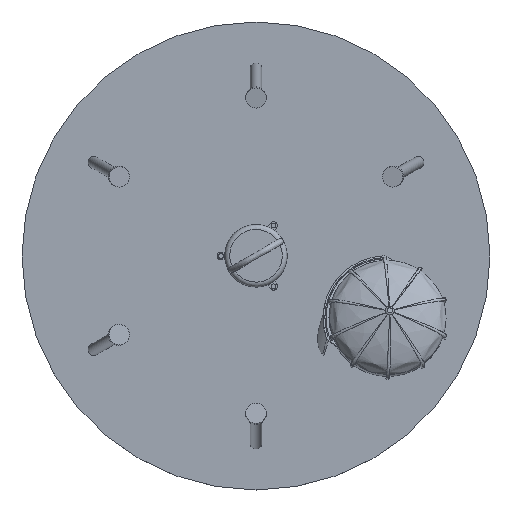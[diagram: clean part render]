
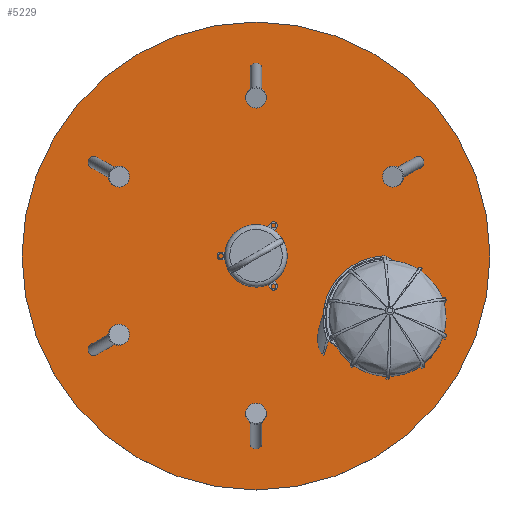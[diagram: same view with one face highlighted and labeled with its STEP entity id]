
A CAD part, top view. The second image highlights one B-rep face of the part: STEP entity #5229.
In plain terms, the highlighted planar face has unit normal (0, 0, 1).
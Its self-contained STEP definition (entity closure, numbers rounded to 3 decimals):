
#11=ELLIPSE('',#5837,10.154,10.);
#12=ELLIPSE('',#5847,10.154,10.);
#13=ELLIPSE('',#5857,10.154,10.);
#14=ELLIPSE('',#5867,10.154,10.);
#15=ELLIPSE('',#5877,10.154,10.);
#16=ELLIPSE('',#5887,10.154,10.);
#484=FACE_BOUND('',#1152,.T.);
#485=FACE_BOUND('',#1153,.T.);
#486=FACE_BOUND('',#1154,.T.);
#487=FACE_BOUND('',#1155,.T.);
#488=FACE_BOUND('',#1156,.T.);
#489=FACE_BOUND('',#1157,.T.);
#490=FACE_BOUND('',#1158,.T.);
#806=FACE_OUTER_BOUND('',#1151,.T.);
#1151=EDGE_LOOP('',(#4758));
#1152=EDGE_LOOP('',(#4759,#4760));
#1153=EDGE_LOOP('',(#4761,#4762));
#1154=EDGE_LOOP('',(#4763,#4764));
#1155=EDGE_LOOP('',(#4765,#4766));
#1156=EDGE_LOOP('',(#4767,#4768));
#1157=EDGE_LOOP('',(#4769,#4770));
#1158=EDGE_LOOP('',(#4771));
#1445=LINE('',#13111,#1749);
#1448=LINE('',#13129,#1752);
#1451=LINE('',#13147,#1755);
#1454=LINE('',#13165,#1758);
#1457=LINE('',#13183,#1761);
#1460=LINE('',#13201,#1764);
#1749=VECTOR('',#7202,10.);
#1752=VECTOR('',#7225,10.);
#1755=VECTOR('',#7248,10.);
#1758=VECTOR('',#7271,10.);
#1761=VECTOR('',#7294,10.);
#1764=VECTOR('',#7317,10.);
#2037=CIRCLE('',#5892,15.);
#2039=CIRCLE('',#5895,400.);
#2500=VERTEX_POINT('',#13105);
#2501=VERTEX_POINT('',#13107);
#2505=VERTEX_POINT('',#13123);
#2506=VERTEX_POINT('',#13125);
#2510=VERTEX_POINT('',#13141);
#2511=VERTEX_POINT('',#13143);
#2515=VERTEX_POINT('',#13159);
#2516=VERTEX_POINT('',#13161);
#2520=VERTEX_POINT('',#13177);
#2521=VERTEX_POINT('',#13179);
#2525=VERTEX_POINT('',#13195);
#2526=VERTEX_POINT('',#13197);
#2528=VERTEX_POINT('',#13205);
#2530=VERTEX_POINT('',#13211);
#3229=EDGE_CURVE('',#2501,#2500,#11,.T.);
#3231=EDGE_CURVE('',#2500,#2501,#1445,.T.);
#3237=EDGE_CURVE('',#2506,#2505,#12,.T.);
#3239=EDGE_CURVE('',#2505,#2506,#1448,.T.);
#3245=EDGE_CURVE('',#2511,#2510,#13,.T.);
#3247=EDGE_CURVE('',#2510,#2511,#1451,.T.);
#3253=EDGE_CURVE('',#2516,#2515,#14,.T.);
#3255=EDGE_CURVE('',#2515,#2516,#1454,.T.);
#3261=EDGE_CURVE('',#2521,#2520,#15,.T.);
#3263=EDGE_CURVE('',#2520,#2521,#1457,.T.);
#3269=EDGE_CURVE('',#2526,#2525,#16,.T.);
#3271=EDGE_CURVE('',#2525,#2526,#1460,.T.);
#3274=EDGE_CURVE('',#2528,#2528,#2037,.T.);
#3277=EDGE_CURVE('',#2530,#2530,#2039,.T.);
#4758=ORIENTED_EDGE('',*,*,#3277,.F.);
#4759=ORIENTED_EDGE('',*,*,#3229,.T.);
#4760=ORIENTED_EDGE('',*,*,#3231,.T.);
#4761=ORIENTED_EDGE('',*,*,#3237,.T.);
#4762=ORIENTED_EDGE('',*,*,#3239,.T.);
#4763=ORIENTED_EDGE('',*,*,#3245,.T.);
#4764=ORIENTED_EDGE('',*,*,#3247,.T.);
#4765=ORIENTED_EDGE('',*,*,#3253,.T.);
#4766=ORIENTED_EDGE('',*,*,#3255,.T.);
#4767=ORIENTED_EDGE('',*,*,#3261,.T.);
#4768=ORIENTED_EDGE('',*,*,#3263,.T.);
#4769=ORIENTED_EDGE('',*,*,#3269,.T.);
#4770=ORIENTED_EDGE('',*,*,#3271,.T.);
#4771=ORIENTED_EDGE('',*,*,#3274,.F.);
#4913=PLANE('',#5897);
#5229=ADVANCED_FACE('',(#806,#484,#485,#486,#487,#488,#489,#490),#4913,
 .F.);
#5837=AXIS2_PLACEMENT_3D('',#13108,#7196,#7197);
#5847=AXIS2_PLACEMENT_3D('',#13126,#7219,#7220);
#5857=AXIS2_PLACEMENT_3D('',#13144,#7242,#7243);
#5867=AXIS2_PLACEMENT_3D('',#13162,#7265,#7266);
#5877=AXIS2_PLACEMENT_3D('',#13180,#7288,#7289);
#5887=AXIS2_PLACEMENT_3D('',#13198,#7311,#7312);
#5892=AXIS2_PLACEMENT_3D('',#13207,#7323,#7324);
#5895=AXIS2_PLACEMENT_3D('',#13213,#7330,#7331);
#5897=AXIS2_PLACEMENT_3D('',#13215,#7334,#7335);
#7196=DIRECTION('center_axis',(0.,0.,-1.));
#7197=DIRECTION('ref_axis',(0.866,0.5,0.));
#7202=DIRECTION('',(0.5,-0.866,0.));
#7219=DIRECTION('center_axis',(0.,0.,-1.));
#7220=DIRECTION('ref_axis',(0.866,-0.5,0.));
#7225=DIRECTION('',(-0.5,-0.866,0.));
#7242=DIRECTION('center_axis',(0.,0.,-1.));
#7243=DIRECTION('ref_axis',(0.,-1.,0.));
#7248=DIRECTION('',(-1.,0.,0.));
#7265=DIRECTION('center_axis',(0.,0.,-1.));
#7266=DIRECTION('ref_axis',(-0.866,-0.5,0.));
#7271=DIRECTION('',(-0.5,0.866,0.));
#7288=DIRECTION('center_axis',(0.,0.,-1.));
#7289=DIRECTION('ref_axis',(-0.866,0.5,0.));
#7294=DIRECTION('',(0.5,0.866,0.));
#7311=DIRECTION('center_axis',(0.,0.,-1.));
#7312=DIRECTION('ref_axis',(0.,1.,0.));
#7317=DIRECTION('',(1.,0.,0.));
#7323=DIRECTION('center_axis',(0.,0.,1.));
#7324=DIRECTION('ref_axis',(1.,0.,0.));
#7330=DIRECTION('center_axis',(0.,0.,-1.));
#7331=DIRECTION('ref_axis',(1.,0.,0.));
#7334=DIRECTION('center_axis',(0.,0.,-1.));
#7335=DIRECTION('ref_axis',(1.,0.,0.));
#13105=CARTESIAN_POINT('',(209.147,95.327,1.667));
#13107=CARTESIAN_POINT('',(219.147,78.006,1.667));
#13108=CARTESIAN_POINT('Origin',(214.147,86.667,1.667));
#13111=CARTESIAN_POINT('',(214.147,86.667,1.667));
#13123=CARTESIAN_POINT('',(219.147,-224.673,1.667));
#13125=CARTESIAN_POINT('',(209.147,-241.994,1.667));
#13126=CARTESIAN_POINT('Origin',(214.147,-233.333,1.667));
#13129=CARTESIAN_POINT('',(214.147,-233.333,1.667));
#13141=CARTESIAN_POINT('',(-52.981,-393.333,1.667));
#13143=CARTESIAN_POINT('',(-72.981,-393.333,1.667));
#13144=CARTESIAN_POINT('Origin',(-62.981,-393.333,1.667));
#13147=CARTESIAN_POINT('',(-62.981,-393.333,1.667));
#13159=CARTESIAN_POINT('',(-335.11,-241.994,1.667));
#13161=CARTESIAN_POINT('',(-345.11,-224.673,1.667));
#13162=CARTESIAN_POINT('Origin',(-340.11,-233.333,1.667));
#13165=CARTESIAN_POINT('',(-340.11,-233.333,1.667));
#13177=CARTESIAN_POINT('',(-345.11,78.006,1.667));
#13179=CARTESIAN_POINT('',(-335.11,95.327,1.667));
#13180=CARTESIAN_POINT('Origin',(-340.11,86.667,1.667));
#13183=CARTESIAN_POINT('',(-340.11,86.667,1.667));
#13195=CARTESIAN_POINT('',(-72.981,246.667,1.667));
#13197=CARTESIAN_POINT('',(-52.981,246.667,1.667));
#13198=CARTESIAN_POINT('Origin',(-62.981,246.667,1.667));
#13201=CARTESIAN_POINT('',(-62.981,246.667,1.667));
#13205=CARTESIAN_POINT('',(-77.981,-73.333,1.667));
#13207=CARTESIAN_POINT('Origin',(-62.981,-73.333,1.667));
#13211=CARTESIAN_POINT('',(-462.981,-73.333,1.667));
#13213=CARTESIAN_POINT('Origin',(-62.981,-73.333,1.667));
#13215=CARTESIAN_POINT('Origin',(-62.981,-73.333,1.667));
